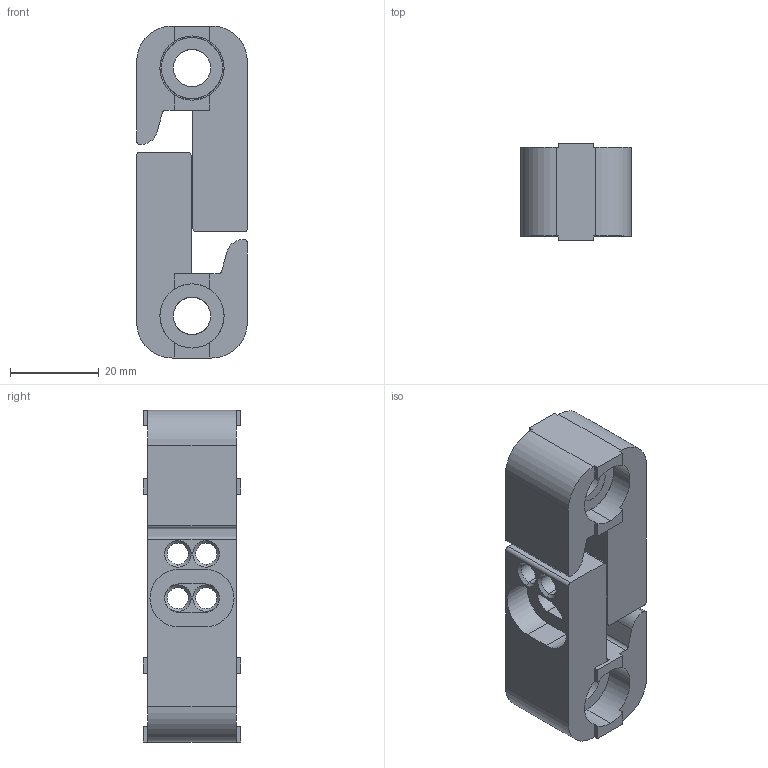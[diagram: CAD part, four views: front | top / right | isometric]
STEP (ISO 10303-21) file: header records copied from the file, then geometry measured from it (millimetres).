
FILE_DESCRIPTION (( 'STEP AP214' ), '1' );
FILE_NAME ('Transept Giltec-TASCH8SZ.STEP', '2018-01-31T09:53:43', ( '' ), ( '' ), 'SwSTEP 2.0', 'SolidWorks 2018', '' );
FILE_SCHEMA (( 'AUTOMOTIVE_DESIGN' ));
Length unit declared in the file: millimetre
Products named in the file (1): Transept Giltec-TASCH8SZ
Bounding box: 25 x 22 x 75 mm (x, y, z)
Surface area: 12409.8 mm2 (no closed solid volume)
Topology: 0 solids, 6 shells, 124 faces, 342 edges, 228 vertices
Faces by surface type: plane 64, cylinder 44, cone 16
Entity records: 5118 total; most frequent: CARTESIAN_POINT 1897, ORIENTED_EDGE 668, DIRECTION 646, EDGE_CURVE 342, AXIS2_PLACEMENT_3D 245, VERTEX_POINT 228, LINE 156, VECTOR 156
